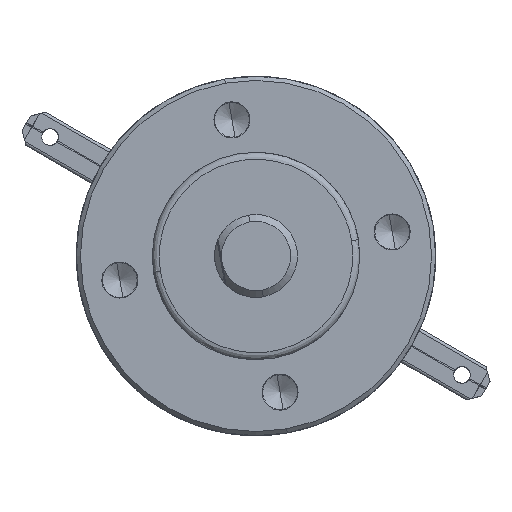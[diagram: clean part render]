
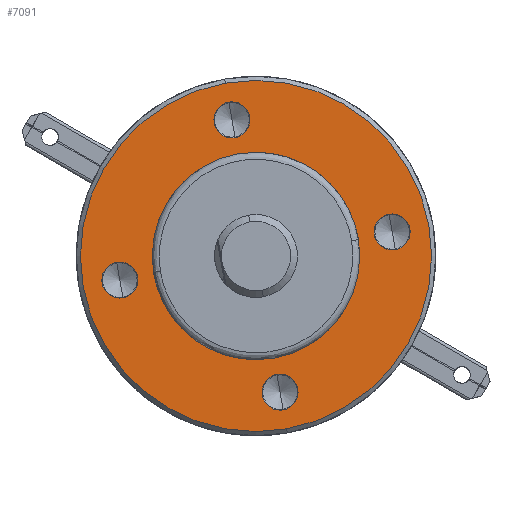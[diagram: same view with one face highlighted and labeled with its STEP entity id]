
A CAD part, left-side view. The second image highlights one B-rep face of the part: STEP entity #7091.
In plain terms, the highlighted planar face has unit normal (-1, 0, 0).
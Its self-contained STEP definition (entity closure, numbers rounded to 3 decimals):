
#63 = CARTESIAN_POINT ( 'NONE',  ( 0., 0., -11.3 ) ) ;
#69 = CARTESIAN_POINT ( 'NONE',  ( 0., 0., 0. ) ) ;
#152 = EDGE_LOOP ( 'NONE', ( #4735, #4459 ) ) ;
#290 = CARTESIAN_POINT ( 'NONE',  ( 0., 0., -10. ) ) ;
#341 = AXIS2_PLACEMENT_3D ( 'NONE', #7501, #17189, #8876 ) ;
#380 = CIRCLE ( 'NONE', #5513, 7.5 ) ;
#614 = FACE_BOUND ( 'NONE', #15701, .T. ) ;
#689 = CIRCLE ( 'NONE', #16353, 1.3 ) ;
#847 = PLANE ( 'NONE',  #6378 ) ;
#864 = DIRECTION ( 'NONE',  ( -1., 0., 0. ) ) ;
#917 = DIRECTION ( 'NONE',  ( 0., 0., -1. ) ) ;
#1440 = VERTEX_POINT ( 'NONE', #7256 ) ;
#1454 = DIRECTION ( 'NONE',  ( 0., 0., -1. ) ) ;
#1518 = EDGE_LOOP ( 'NONE', ( #14469, #11713 ) ) ;
#1676 = DIRECTION ( 'NONE',  ( 0., 0., 1. ) ) ;
#1820 = VERTEX_POINT ( 'NONE', #5435 ) ;
#1853 = ORIENTED_EDGE ( 'NONE', *, *, #5002, .F. ) ;
#2228 = ORIENTED_EDGE ( 'NONE', *, *, #14527, .F. ) ;
#2342 = ORIENTED_EDGE ( 'NONE', *, *, #7924, .F. ) ;
#2676 = CIRCLE ( 'NONE', #14586, 1.3 ) ;
#2761 = CARTESIAN_POINT ( 'NONE',  ( 0., -10., 0. ) ) ;
#2836 = ORIENTED_EDGE ( 'NONE', *, *, #3572, .F. ) ;
#2945 = EDGE_LOOP ( 'NONE', ( #2228, #2342 ) ) ;
#3572 = EDGE_CURVE ( 'NONE', #5843, #6393, #13347, .T. ) ;
#3593 = CARTESIAN_POINT ( 'NONE',  ( 0., 10., 0. ) ) ;
#4058 = CARTESIAN_POINT ( 'NONE',  ( 0., 0., 0. ) ) ;
#4191 = DIRECTION ( 'NONE',  ( 0., 0., 1. ) ) ;
#4199 = EDGE_CURVE ( 'NONE', #6393, #5843, #2676, .T. ) ;
#4366 = FACE_BOUND ( 'NONE', #1518, .T. ) ;
#4454 = DIRECTION ( 'NONE',  ( -1., 0., 0. ) ) ;
#4459 = ORIENTED_EDGE ( 'NONE', *, *, #12171, .F. ) ;
#4735 = ORIENTED_EDGE ( 'NONE', *, *, #8137, .F. ) ;
#4961 = VERTEX_POINT ( 'NONE', #5427 ) ;
#4985 = CARTESIAN_POINT ( 'NONE',  ( 0., -10., 1.3 ) ) ;
#5000 = DIRECTION ( 'NONE',  ( 0., 0., 1. ) ) ;
#5002 = EDGE_CURVE ( 'NONE', #17524, #1440, #689, .T. ) ;
#5288 = VERTEX_POINT ( 'NONE', #4985 ) ;
#5300 = DIRECTION ( 'NONE',  ( 1., 0., 0. ) ) ;
#5427 = CARTESIAN_POINT ( 'NONE',  ( 0., 10., 1.3 ) ) ;
#5435 = CARTESIAN_POINT ( 'NONE',  ( 0., 0., 7.5 ) ) ;
#5450 = DIRECTION ( 'NONE',  ( 0., 0., -1. ) ) ;
#5513 = AXIS2_PLACEMENT_3D ( 'NONE', #69, #9783, #1454 ) ;
#5843 = VERTEX_POINT ( 'NONE', #17726 ) ;
#5884 = EDGE_CURVE ( 'NONE', #7843, #1820, #14365, .T. ) ;
#6169 = AXIS2_PLACEMENT_3D ( 'NONE', #2761, #12487, #4191 ) ;
#6378 = AXIS2_PLACEMENT_3D ( 'NONE', #14767, #9259, #917 ) ;
#6393 = VERTEX_POINT ( 'NONE', #63 ) ;
#6674 = AXIS2_PLACEMENT_3D ( 'NONE', #290, #10004, #1676 ) ;
#6990 = ORIENTED_EDGE ( 'NONE', *, *, #13237, .F. ) ;
#7091 = ADVANCED_FACE ( 'NONE', ( #8884, #8031, #4366, #614, #14976, #15430 ), #847, .F. ) ;
#7170 = CARTESIAN_POINT ( 'NONE',  ( 0., 0., 0. ) ) ;
#7256 = CARTESIAN_POINT ( 'NONE',  ( 0., 0., 11.3 ) ) ;
#7442 = CARTESIAN_POINT ( 'NONE',  ( 0., 0., -10. ) ) ;
#7501 = CARTESIAN_POINT ( 'NONE',  ( 0., -10., 0. ) ) ;
#7843 = VERTEX_POINT ( 'NONE', #12513 ) ;
#7924 = EDGE_CURVE ( 'NONE', #16165, #13741, #14295, .T. ) ;
#8031 = FACE_BOUND ( 'NONE', #15447, .T. ) ;
#8114 = ORIENTED_EDGE ( 'NONE', *, *, #4199, .F. ) ;
#8137 = EDGE_CURVE ( 'NONE', #5288, #13463, #10797, .T. ) ;
#8149 = CIRCLE ( 'NONE', #341, 1.3 ) ;
#8329 = DIRECTION ( 'NONE',  ( -1., 0., 0. ) ) ;
#8460 = AXIS2_PLACEMENT_3D ( 'NONE', #4058, #13745, #5450 ) ;
#8520 = AXIS2_PLACEMENT_3D ( 'NONE', #3593, #13301, #5000 ) ;
#8569 = DIRECTION ( 'NONE',  ( 0., 0., -1. ) ) ;
#8665 = EDGE_CURVE ( 'NONE', #1820, #7843, #380, .T. ) ;
#8826 = DIRECTION ( 'NONE',  ( 0., 0., 1. ) ) ;
#8876 = DIRECTION ( 'NONE',  ( 0., 0., 1. ) ) ;
#8884 = FACE_BOUND ( 'NONE', #152, .T. ) ;
#8907 = CIRCLE ( 'NONE', #14922, 12.7 ) ;
#9210 = CARTESIAN_POINT ( 'NONE',  ( 0., 10., 0. ) ) ;
#9259 = DIRECTION ( 'NONE',  ( 1., 0., 0. ) ) ;
#9279 = EDGE_CURVE ( 'NONE', #14459, #4961, #9285, .T. ) ;
#9285 = CIRCLE ( 'NONE', #8520, 1.3 ) ;
#9783 = DIRECTION ( 'NONE',  ( -1., 0., 0. ) ) ;
#10004 = DIRECTION ( 'NONE',  ( -1., 0., 0. ) ) ;
#10221 = AXIS2_PLACEMENT_3D ( 'NONE', #7170, #16895, #8569 ) ;
#10251 = AXIS2_PLACEMENT_3D ( 'NONE', #9210, #864, #10588 ) ;
#10588 = DIRECTION ( 'NONE',  ( 0., 0., 1. ) ) ;
#10736 = CARTESIAN_POINT ( 'NONE',  ( 0., 0., 8.7 ) ) ;
#10797 = CIRCLE ( 'NONE', #6169, 1.3 ) ;
#11713 = ORIENTED_EDGE ( 'NONE', *, *, #9279, .F. ) ;
#12111 = CARTESIAN_POINT ( 'NONE',  ( 0., -10., -1.3 ) ) ;
#12171 = EDGE_CURVE ( 'NONE', #13463, #5288, #8149, .T. ) ;
#12487 = DIRECTION ( 'NONE',  ( -1., 0., 0. ) ) ;
#12513 = CARTESIAN_POINT ( 'NONE',  ( 0., 0., -7.5 ) ) ;
#12627 = CARTESIAN_POINT ( 'NONE',  ( 0., 0., 12.7 ) ) ;
#12736 = CARTESIAN_POINT ( 'NONE',  ( 0., 0., 10. ) ) ;
#12774 = CARTESIAN_POINT ( 'NONE',  ( 0., 0., -12.7 ) ) ;
#12833 = EDGE_LOOP ( 'NONE', ( #16967, #14377 ) ) ;
#12938 = AXIS2_PLACEMENT_3D ( 'NONE', #12736, #4454, #14136 ) ;
#13237 = EDGE_CURVE ( 'NONE', #1440, #17524, #13754, .T. ) ;
#13301 = DIRECTION ( 'NONE',  ( -1., 0., 0. ) ) ;
#13347 = CIRCLE ( 'NONE', #6674, 1.3 ) ;
#13463 = VERTEX_POINT ( 'NONE', #12111 ) ;
#13601 = CARTESIAN_POINT ( 'NONE',  ( 0., 0., 0. ) ) ;
#13741 = VERTEX_POINT ( 'NONE', #12774 ) ;
#13745 = DIRECTION ( 'NONE',  ( -1., 0., 0. ) ) ;
#13754 = CIRCLE ( 'NONE', #12938, 1.3 ) ;
#14136 = DIRECTION ( 'NONE',  ( 0., 0., 1. ) ) ;
#14295 = CIRCLE ( 'NONE', #10221, 12.7 ) ;
#14365 = CIRCLE ( 'NONE', #8460, 7.5 ) ;
#14377 = ORIENTED_EDGE ( 'NONE', *, *, #8665, .F. ) ;
#14459 = VERTEX_POINT ( 'NONE', #14802 ) ;
#14469 = ORIENTED_EDGE ( 'NONE', *, *, #16495, .F. ) ;
#14527 = EDGE_CURVE ( 'NONE', #13741, #16165, #8907, .T. ) ;
#14586 = AXIS2_PLACEMENT_3D ( 'NONE', #7442, #17143, #8826 ) ;
#14767 = CARTESIAN_POINT ( 'NONE',  ( 0., 0., 0. ) ) ;
#14802 = CARTESIAN_POINT ( 'NONE',  ( 0., 10., -1.3 ) ) ;
#14922 = AXIS2_PLACEMENT_3D ( 'NONE', #13601, #5300, #14987 ) ;
#14976 = FACE_BOUND ( 'NONE', #12833, .T. ) ;
#14987 = DIRECTION ( 'NONE',  ( 0., 0., -1. ) ) ;
#15430 = FACE_OUTER_BOUND ( 'NONE', #2945, .T. ) ;
#15447 = EDGE_LOOP ( 'NONE', ( #6990, #1853 ) ) ;
#15701 = EDGE_LOOP ( 'NONE', ( #2836, #8114 ) ) ;
#16165 = VERTEX_POINT ( 'NONE', #12627 ) ;
#16353 = AXIS2_PLACEMENT_3D ( 'NONE', #16647, #8329, #18014 ) ;
#16495 = EDGE_CURVE ( 'NONE', #4961, #14459, #17420, .T. ) ;
#16647 = CARTESIAN_POINT ( 'NONE',  ( 0., 0., 10. ) ) ;
#16895 = DIRECTION ( 'NONE',  ( 1., 0., 0. ) ) ;
#16967 = ORIENTED_EDGE ( 'NONE', *, *, #5884, .F. ) ;
#17143 = DIRECTION ( 'NONE',  ( -1., 0., 0. ) ) ;
#17189 = DIRECTION ( 'NONE',  ( -1., 0., 0. ) ) ;
#17420 = CIRCLE ( 'NONE', #10251, 1.3 ) ;
#17524 = VERTEX_POINT ( 'NONE', #10736 ) ;
#17726 = CARTESIAN_POINT ( 'NONE',  ( 0., 0., -8.7 ) ) ;
#18014 = DIRECTION ( 'NONE',  ( 0., 0., 1. ) ) ;
